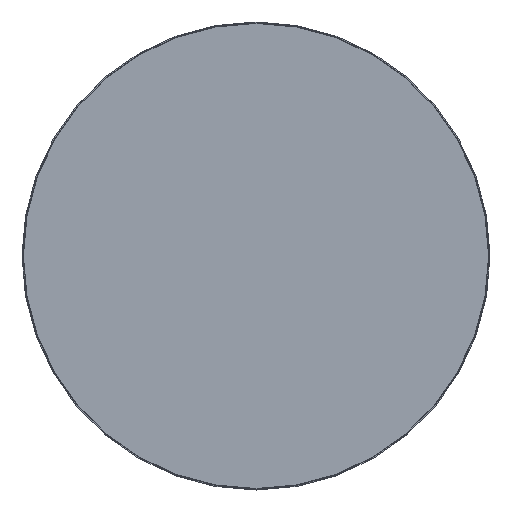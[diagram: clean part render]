
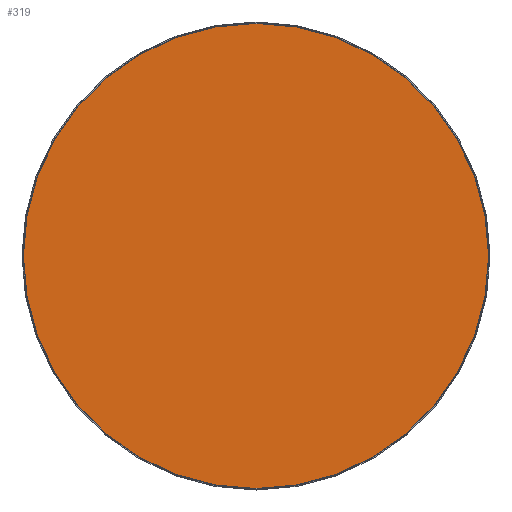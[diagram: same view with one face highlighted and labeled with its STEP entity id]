
A CAD part, top view. The second image highlights one B-rep face of the part: STEP entity #319.
In plain terms, the highlighted face is planar.
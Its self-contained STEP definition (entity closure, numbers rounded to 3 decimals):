
#52=CIRCLE('',#428,397.5);
#80=FACE_OUTER_BOUND('',#103,.T.);
#103=EDGE_LOOP('',(#270));
#168=VERTEX_POINT('',#612);
#202=EDGE_CURVE('',#168,#168,#52,.T.);
#270=ORIENTED_EDGE('',*,*,#202,.T.);
#301=PLANE('',#431);
#319=ADVANCED_FACE('',(#80),#301,.T.);
#428=AXIS2_PLACEMENT_3D('',#613,#512,#513);
#431=AXIS2_PLACEMENT_3D('',#618,#519,#520);
#512=DIRECTION('center_axis',(0.,1.,0.));
#513=DIRECTION('ref_axis',(1.,0.,0.));
#519=DIRECTION('center_axis',(0.,1.,0.));
#520=DIRECTION('ref_axis',(0.,0.,1.));
#612=CARTESIAN_POINT('',(-397.5,9.,0.));
#613=CARTESIAN_POINT('Origin',(0.,9.,0.));
#618=CARTESIAN_POINT('Origin',(0.,9.,0.));
